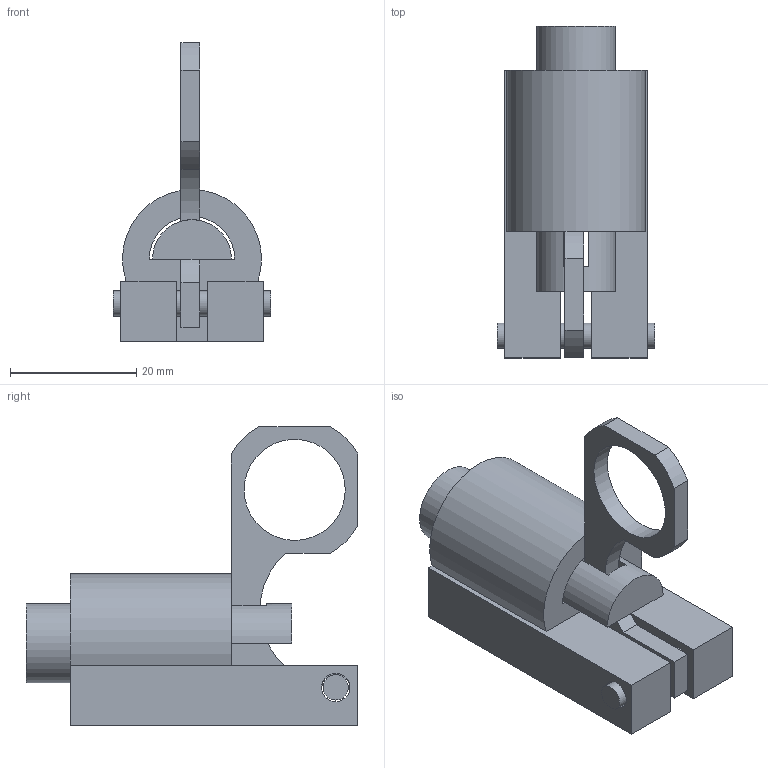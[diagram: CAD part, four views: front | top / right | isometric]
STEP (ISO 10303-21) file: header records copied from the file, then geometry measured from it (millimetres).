
FILE_DESCRIPTION(('FreeCAD Model'),'2;1');
FILE_NAME('Open CASCADE Shape Model','2025-07-07T17:29:08',(''),(''), 'Open CASCADE STEP processor 7.8','FreeCAD','Unknown');
FILE_SCHEMA(('AUTOMOTIVE_DESIGN { 1 0 10303 214 1 1 1 1 }'));
Length unit declared in the file: millimetre
Products named in the file (5): Unnamed; Main; Trigger; Blot; Pin
Assembly tree (4 placements, depth 2):
  Unnamed
    Main
    Trigger
    Blot
    Pin
Bounding box: 25 x 52.5 x 47.25 mm (x, y, z)
Volume: 16858.4 mm3; surface area: 9252.1 mm2
Topology: 4 solids, 4 shells, 44 faces, 109 edges, 73 vertices
Faces by surface type: plane 32, cylinder 12
Full cylindrical faces by diameter (mm): 4 x1, 4.5 x3, 12.5 x1, 13.5 x1, 16 x1
Entity records: 1455 total; most frequent: DIRECTION 237, CARTESIAN_POINT 232, ORIENTED_EDGE 218, EDGE_CURVE 109, AXIS2_PLACEMENT_3D 80, LINE 77, VECTOR 77, VERTEX_POINT 73
